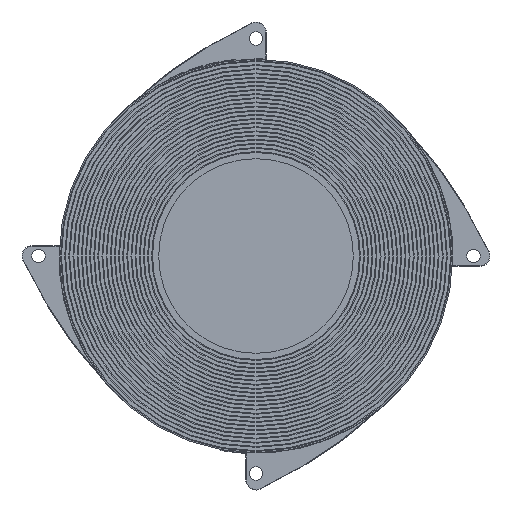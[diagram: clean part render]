
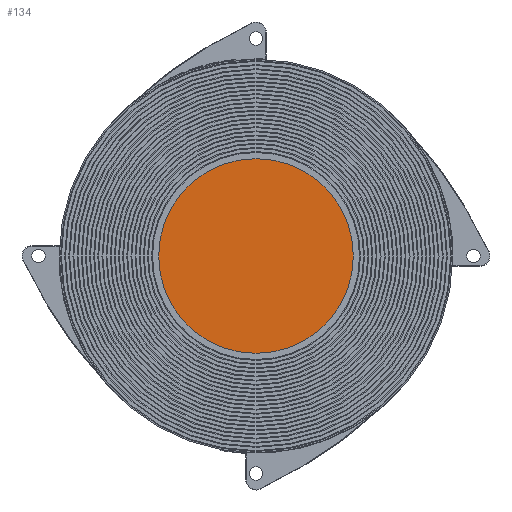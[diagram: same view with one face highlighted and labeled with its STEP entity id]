
A CAD part, front view. The second image highlights one B-rep face of the part: STEP entity #134.
In plain terms, the highlighted planar face has unit normal (0, -1, 0).
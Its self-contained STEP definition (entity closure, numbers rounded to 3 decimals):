
#134 = ADVANCED_FACE ( 'NONE', ( #14052 ), #14115, .F. ) ;
#426 = EDGE_CURVE ( 'NONE', #3974, #4040, #12095, .T. ) ;
#449 = EDGE_CURVE ( 'NONE', #4040, #3974, #12121, .T. ) ;
#1054 = CARTESIAN_POINT ( 'NONE',  ( 0., 1., -23.5 ) ) ;
#1132 = CARTESIAN_POINT ( 'NONE',  ( 0., 1., 23.5 ) ) ;
#3007 = ORIENTED_EDGE ( 'NONE', *, *, #426, .T. ) ;
#3008 = ORIENTED_EDGE ( 'NONE', *, *, #449, .T. ) ;
#3974 = VERTEX_POINT ( 'NONE', #1132 ) ;
#4040 = VERTEX_POINT ( 'NONE', #1054 ) ;
#5017 = DIRECTION ( 'NONE',  ( 0., 0., -1. ) ) ;
#5018 = DIRECTION ( 'NONE',  ( 0., -1., 0. ) ) ;
#5019 = CARTESIAN_POINT ( 'NONE',  ( 0., 1., 0. ) ) ;
#6601 = EDGE_LOOP ( 'NONE', ( #3008, #3007 ) ) ;
#11568 = DIRECTION ( 'NONE',  ( 0., 0., -1. ) ) ;
#11569 = DIRECTION ( 'NONE',  ( 0., -1., 0. ) ) ;
#11570 = CARTESIAN_POINT ( 'NONE',  ( 0., 1., 0. ) ) ;
#12005 = AXIS2_PLACEMENT_3D ( 'NONE', #5019, #5018, #5017 ) ;
#12095 = CIRCLE ( 'NONE', #12005, 23.5 ) ;
#12121 = CIRCLE ( 'NONE', #12205, 23.5 ) ;
#12205 = AXIS2_PLACEMENT_3D ( 'NONE', #11570, #11569, #11568 ) ;
#13936 = DIRECTION ( 'NONE',  ( 0., 0., 1. ) ) ;
#14000 = DIRECTION ( 'NONE',  ( 0., 1., 0. ) ) ;
#14002 = CARTESIAN_POINT ( 'NONE',  ( 0., 1., 0. ) ) ;
#14052 = FACE_OUTER_BOUND ( 'NONE', #6601, .T. ) ;
#14115 = PLANE ( 'NONE',  #14333 ) ;
#14333 = AXIS2_PLACEMENT_3D ( 'NONE', #14002, #14000, #13936 ) ;
